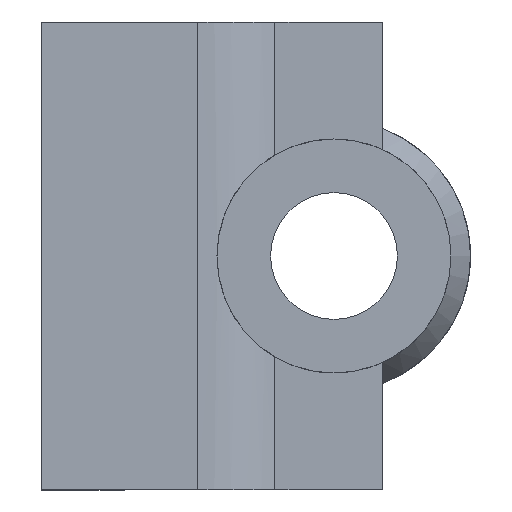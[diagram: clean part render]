
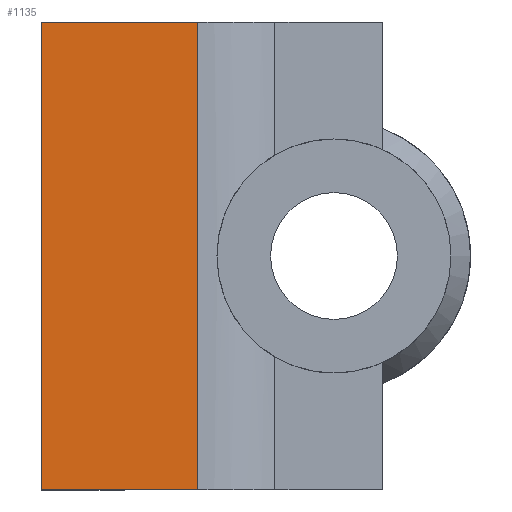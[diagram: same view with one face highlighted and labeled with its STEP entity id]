
A CAD part, left-side view. The second image highlights one B-rep face of the part: STEP entity #1135.
In plain terms, the highlighted planar face has unit normal (-1, 0, 0).
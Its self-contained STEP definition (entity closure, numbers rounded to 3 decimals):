
#79 = CARTESIAN_POINT ( 'NONE',  ( -6., 0., 12. ) ) ;
#121 = CARTESIAN_POINT ( 'NONE',  ( -6., 0., -12. ) ) ;
#127 = CARTESIAN_POINT ( 'NONE',  ( -6., 8., 12. ) ) ;
#136 = CARTESIAN_POINT ( 'NONE',  ( -6., 8., -12. ) ) ;
#531 = VECTOR ( 'NONE', #2322, 1000. ) ;
#600 = VECTOR ( 'NONE', #2649, 1000. ) ;
#637 = VERTEX_POINT ( 'NONE', #79 ) ;
#664 = VECTOR ( 'NONE', #1928, 1000. ) ;
#665 = VECTOR ( 'NONE', #1925, 1000. ) ;
#701 = VERTEX_POINT ( 'NONE', #121 ) ;
#707 = VERTEX_POINT ( 'NONE', #127 ) ;
#717 = VERTEX_POINT ( 'NONE', #136 ) ;
#949 = ORIENTED_EDGE ( 'NONE', *, *, #1279, .F. ) ;
#950 = ORIENTED_EDGE ( 'NONE', *, *, #1280, .F. ) ;
#976 = ORIENTED_EDGE ( 'NONE', *, *, #1308, .T. ) ;
#981 = ORIENTED_EDGE ( 'NONE', *, *, #1639, .T. ) ;
#1063 = EDGE_LOOP ( 'NONE', ( #981, #949, #950, #976 ) ) ;
#1135 = ADVANCED_FACE ( 'NONE', ( #1781 ), #1782, .T. ) ;
#1279 = EDGE_CURVE ( 'NONE', #707, #637, #1918, .T. ) ;
#1280 = EDGE_CURVE ( 'NONE', #717, #707, #1919, .T. ) ;
#1308 = EDGE_CURVE ( 'NONE', #717, #701, #2644, .T. ) ;
#1526 = AXIS2_PLACEMENT_3D ( 'NONE', #1778, #1785, #1786 ) ;
#1639 = EDGE_CURVE ( 'NONE', #701, #637, #2315, .T. ) ;
#1778 = CARTESIAN_POINT ( 'NONE',  ( -6., 0., -12. ) ) ;
#1781 = FACE_OUTER_BOUND ( 'NONE', #1063, .T. ) ;
#1782 = PLANE ( 'NONE',  #1526 ) ;
#1785 = DIRECTION ( 'NONE',  ( -1., 0., 0. ) ) ;
#1786 = DIRECTION ( 'NONE',  ( 0., 0., 1. ) ) ;
#1915 = CARTESIAN_POINT ( 'NONE',  ( -6., 0., 12. ) ) ;
#1918 = LINE ( 'NONE', #1915, #665 ) ;
#1919 = LINE ( 'NONE', #1926, #664 ) ;
#1925 = DIRECTION ( 'NONE',  ( 0., -1., 0. ) ) ;
#1926 = CARTESIAN_POINT ( 'NONE',  ( -6., 8., 12. ) ) ;
#1928 = DIRECTION ( 'NONE',  ( 0., 0., 1. ) ) ;
#2315 = LINE ( 'NONE', #2321, #531 ) ;
#2321 = CARTESIAN_POINT ( 'NONE',  ( -6., 0., -12. ) ) ;
#2322 = DIRECTION ( 'NONE',  ( 0., 0., 1. ) ) ;
#2636 = CARTESIAN_POINT ( 'NONE',  ( -6., 0., -12. ) ) ;
#2644 = LINE ( 'NONE', #2636, #600 ) ;
#2649 = DIRECTION ( 'NONE',  ( 0., -1., 0. ) ) ;
